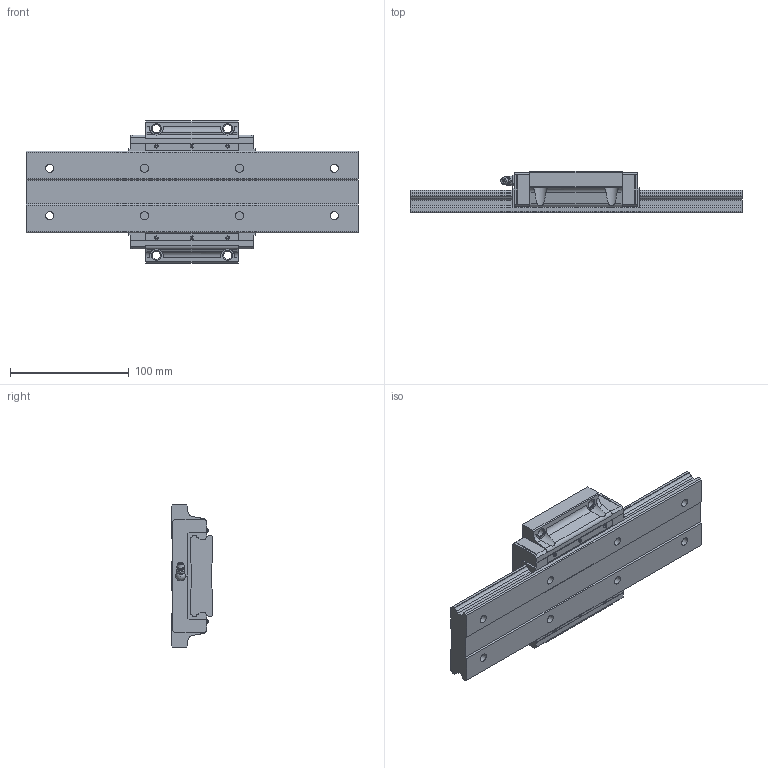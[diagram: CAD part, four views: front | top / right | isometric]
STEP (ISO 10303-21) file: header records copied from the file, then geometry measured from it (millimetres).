
FILE_DESCRIPTION(/* description */ ('STEP AP214'),/* implementation_level */ '2;1');
FILE_NAME(/* name */ 'HRW35CA1SS-280L_G20_0_B-M6F_86-7_0_0_0_1',/* time_stamp */ '2023-02-06T12:20:42+01:00',/* author */ ('License CC BY-ND 4.0'),/* organization */ ('CADENAS'),/* preprocessor_version */ 'ST-DEVELOPER v18.102',/* originating_system */ 'PARTsolutions',/* authorisation */ ' ');
FILE_SCHEMA (('AUTOMOTIVE_DESIGN {1 0 10303 214 3 1 1}'));
Length unit declared in the file: millimetre
Products named in the file (4): HRW35CA1SS-280L_G20_0_B-M6F_86-7_0_0_0_1; HRW-B-M6F_grease_nipple_joint; HRW35CASSB-M6F1 Slide17-60; HRW35CA28020 Track
Assembly tree (3 placements, depth 2):
  HRW35CA1SS-280L_G20_0_B-M6F_86-7_0_0_0_1
    HRW-B-M6F_grease_nipple_joint
    HRW35CASSB-M6F1 Slide17-60
    HRW35CA28020 Track
Bounding box: 280 x 35 x 120 mm (x, y, z)
Volume: 554207.1 mm3; surface area: 98126.2 mm2
Topology: 3 solids, 3 shells, 278 faces, 728 edges, 473 vertices
Faces by surface type: plane 186, cylinder 56, cone 25, torus 8, sphere 3
Full cylindrical faces by diameter (mm): 3 x6, 4.917 x2, 6 x1, 6.647 x2, 6.8 x4, 7 x8, 8 x1, 11 x8, 11.5 x2
Entity records: 8333 total; most frequent: CARTESIAN_POINT 1561, DIRECTION 1344, ORIENTED_EDGE 1312, EDGE_CURVE 656, VERTEX_POINT 467, LINE 460, VECTOR 460, AXIS2_PLACEMENT_3D 442
